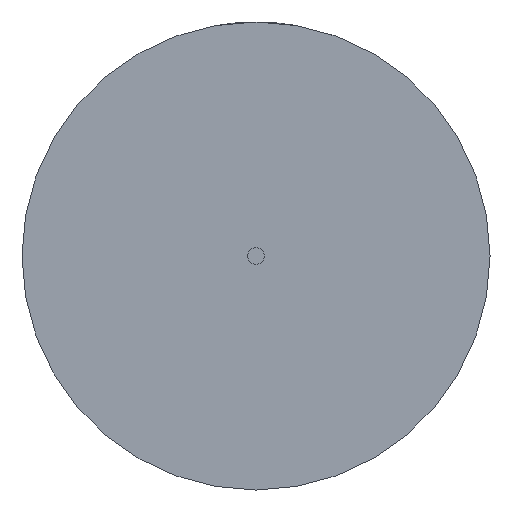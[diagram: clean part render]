
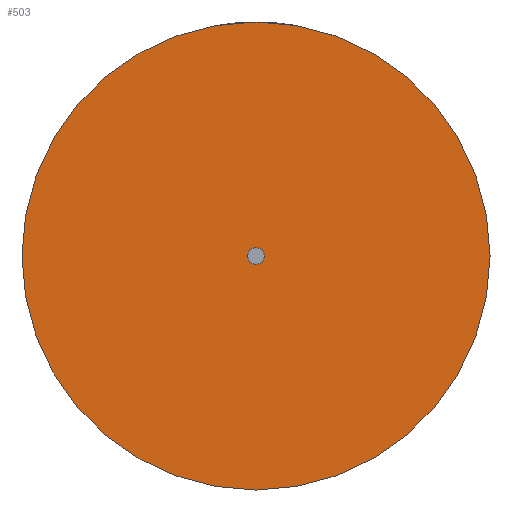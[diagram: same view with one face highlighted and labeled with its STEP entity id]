
A CAD part, left-side view. The second image highlights one B-rep face of the part: STEP entity #503.
In plain terms, the highlighted planar face has unit normal (-1, 0, 0).
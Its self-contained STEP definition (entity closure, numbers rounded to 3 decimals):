
#110 = VERTEX_POINT ( 'NONE', #1241 ) ;
#177 = CARTESIAN_POINT ( 'NONE',  ( -0.005, 0., -16.75 ) ) ;
#198 = CARTESIAN_POINT ( 'NONE',  ( -0.005, 0., 0. ) ) ;
#215 = DIRECTION ( 'NONE',  ( -1., 0., 0. ) ) ;
#330 = FACE_OUTER_BOUND ( 'NONE', #1982, .T. ) ;
#453 = DIRECTION ( 'NONE',  ( -1., 0., 0. ) ) ;
#503 = ADVANCED_FACE ( 'NONE', ( #330, #3144 ), #712, .T. ) ;
#656 = AXIS2_PLACEMENT_3D ( 'NONE', #1445, #692, #2172 ) ;
#692 = DIRECTION ( 'NONE',  ( -1., 0., 0. ) ) ;
#712 = PLANE ( 'NONE',  #2614 ) ;
#727 = CARTESIAN_POINT ( 'NONE',  ( -0.005, 0., 0. ) ) ;
#751 = AXIS2_PLACEMENT_3D ( 'NONE', #727, #1263, #2486 ) ;
#835 = ORIENTED_EDGE ( 'NONE', *, *, #1201, .T. ) ;
#976 = CARTESIAN_POINT ( 'NONE',  ( -0.005, 0., 0. ) ) ;
#985 = DIRECTION ( 'NONE',  ( -1., 0., 0. ) ) ;
#1014 = EDGE_CURVE ( 'NONE', #1094, #1751, #1341, .T. ) ;
#1094 = VERTEX_POINT ( 'NONE', #177 ) ;
#1109 = CARTESIAN_POINT ( 'NONE',  ( -0.005, 0., 0.6 ) ) ;
#1201 = EDGE_CURVE ( 'NONE', #1751, #1094, #1744, .T. ) ;
#1241 = CARTESIAN_POINT ( 'NONE',  ( -0.005, 0., -0.6 ) ) ;
#1263 = DIRECTION ( 'NONE',  ( -1., 0., 0. ) ) ;
#1284 = CIRCLE ( 'NONE', #751, 0.6 ) ;
#1341 = CIRCLE ( 'NONE', #3135, 16.75 ) ;
#1445 = CARTESIAN_POINT ( 'NONE',  ( -0.005, 0., 0. ) ) ;
#1744 = CIRCLE ( 'NONE', #656, 16.75 ) ;
#1751 = VERTEX_POINT ( 'NONE', #3117 ) ;
#1815 = EDGE_CURVE ( 'NONE', #2551, #110, #2187, .T. ) ;
#1958 = ORIENTED_EDGE ( 'NONE', *, *, #2901, .F. ) ;
#1982 = EDGE_LOOP ( 'NONE', ( #2097, #835 ) ) ;
#2097 = ORIENTED_EDGE ( 'NONE', *, *, #1014, .T. ) ;
#2172 = DIRECTION ( 'NONE',  ( 0., 0., 1. ) ) ;
#2187 = CIRCLE ( 'NONE', #2287, 0.6 ) ;
#2218 = DIRECTION ( 'NONE',  ( 0., 0., 1. ) ) ;
#2287 = AXIS2_PLACEMENT_3D ( 'NONE', #976, #215, #2461 ) ;
#2296 = EDGE_LOOP ( 'NONE', ( #1958, #2853 ) ) ;
#2461 = DIRECTION ( 'NONE',  ( 0., 0., 1. ) ) ;
#2486 = DIRECTION ( 'NONE',  ( 0., 0., 1. ) ) ;
#2551 = VERTEX_POINT ( 'NONE', #1109 ) ;
#2614 = AXIS2_PLACEMENT_3D ( 'NONE', #3220, #985, #2967 ) ;
#2853 = ORIENTED_EDGE ( 'NONE', *, *, #1815, .F. ) ;
#2901 = EDGE_CURVE ( 'NONE', #110, #2551, #1284, .T. ) ;
#2967 = DIRECTION ( 'NONE',  ( 0., 0., 1. ) ) ;
#3117 = CARTESIAN_POINT ( 'NONE',  ( -0.005, 0., 16.75 ) ) ;
#3135 = AXIS2_PLACEMENT_3D ( 'NONE', #198, #453, #2218 ) ;
#3144 = FACE_BOUND ( 'NONE', #2296, .T. ) ;
#3220 = CARTESIAN_POINT ( 'NONE',  ( -0.005, 0., 0. ) ) ;
